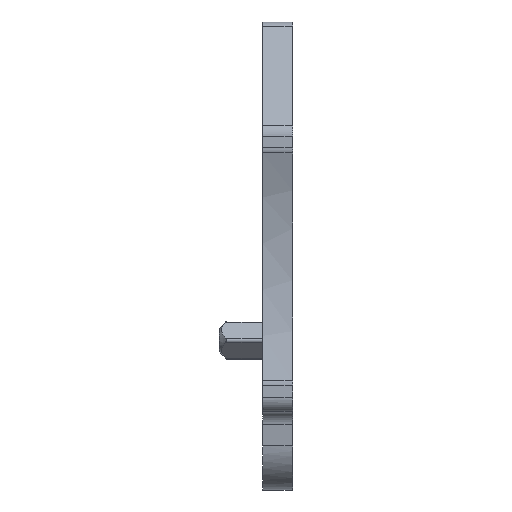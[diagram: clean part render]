
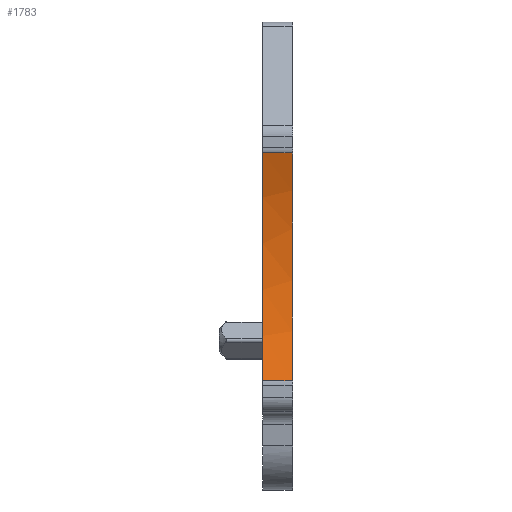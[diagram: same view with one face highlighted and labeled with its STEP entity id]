
A CAD part, front view. The second image highlights one B-rep face of the part: STEP entity #1783.
In plain terms, the highlighted cylindrical face has radius 22.253 mm (diameter 44.507 mm), a partial arc.
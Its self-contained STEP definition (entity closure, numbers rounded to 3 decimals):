
#1184=AXIS2_PLACEMENT_3D('Circle Axis2P3D',#1182,#1183,$) ;
#1770=AXIS2_PLACEMENT_3D('Cylinder Axis2P3D',#1767,#1768,#1769) ;
#262=CARTESIAN_POINT('Vertex',(5.05,0.065,23.295)) ;
#298=CARTESIAN_POINT('Control Point',(5.05,0.065,7.569)) ;
#299=CARTESIAN_POINT('Control Point',(5.05,1.2,10.576)) ;
#300=CARTESIAN_POINT('Control Point',(5.05,1.793,13.79)) ;
#301=CARTESIAN_POINT('Control Point',(5.05,1.793,17.073)) ;
#302=CARTESIAN_POINT('Control Point',(5.05,1.2,20.288)) ;
#303=CARTESIAN_POINT('Control Point',(5.05,0.065,23.295)) ;
#304=CARTESIAN_POINT('Vertex',(5.05,0.065,7.569)) ;
#1179=CARTESIAN_POINT('Vertex',(3.,0.065,7.569)) ;
#1182=CARTESIAN_POINT('Axis2P3D Location',(3.,-20.753,15.432)) ;
#1186=CARTESIAN_POINT('Vertex',(3.,0.065,23.295)) ;
#1755=CARTESIAN_POINT('Line Origine',(4.5,0.065,23.295)) ;
#1767=CARTESIAN_POINT('Axis2P3D Location',(4.05,-20.753,15.432)) ;
#1772=CARTESIAN_POINT('Line Origine',(4.5,0.065,7.569)) ;
#1183=DIRECTION('Axis2P3D Direction',(1.,0.,0.)) ;
#1756=DIRECTION('Vector Direction',(1.,0.,0.)) ;
#1768=DIRECTION('Axis2P3D Direction',(1.,0.,0.)) ;
#1769=DIRECTION('Axis2P3D XDirection',(0.,0.935,-0.353)) ;
#1773=DIRECTION('Vector Direction',(1.,0.,0.)) ;
#1757=VECTOR('Line Direction',#1756,1.) ;
#1774=VECTOR('Line Direction',#1773,1.) ;
#1778=ORIENTED_EDGE('',*,*,#306,.T.) ;
#1779=ORIENTED_EDGE('',*,*,#1759,.F.) ;
#1780=ORIENTED_EDGE('',*,*,#1188,.F.) ;
#1781=ORIENTED_EDGE('',*,*,#1776,.T.) ;
#1783=ADVANCED_FACE('ALEP_2C_4',(#1782),#1771,.F.) ;
#297=B_SPLINE_CURVE_WITH_KNOTS('',5,(#298,#299,#300,#301,#302,#303),.UNSPECIFIED.,.F.,.U.,(6,6),(85.389,101.463),.UNSPECIFIED.) ;
#1185=CIRCLE('generated circle',#1184,22.253) ;
#1771=CYLINDRICAL_SURFACE('generated cylinder',#1770,22.253) ;
#306=EDGE_CURVE('',#305,#263,#297,.T.) ;
#1188=EDGE_CURVE('',#1180,#1187,#1185,.T.) ;
#1759=EDGE_CURVE('',#1187,#263,#1758,.T.) ;
#1776=EDGE_CURVE('',#1180,#305,#1775,.T.) ;
#1777=EDGE_LOOP('',(#1778,#1779,#1780,#1781)) ;
#1782=FACE_OUTER_BOUND('',#1777,.T.) ;
#1758=LINE('Line',#1755,#1757) ;
#1775=LINE('Line',#1772,#1774) ;
#263=VERTEX_POINT('',#262) ;
#305=VERTEX_POINT('',#304) ;
#1180=VERTEX_POINT('',#1179) ;
#1187=VERTEX_POINT('',#1186) ;
